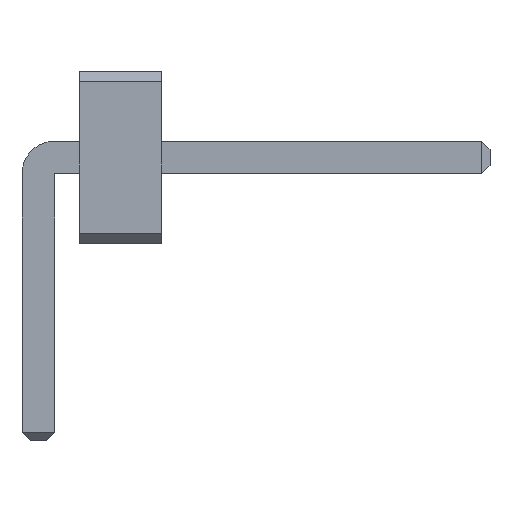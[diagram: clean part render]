
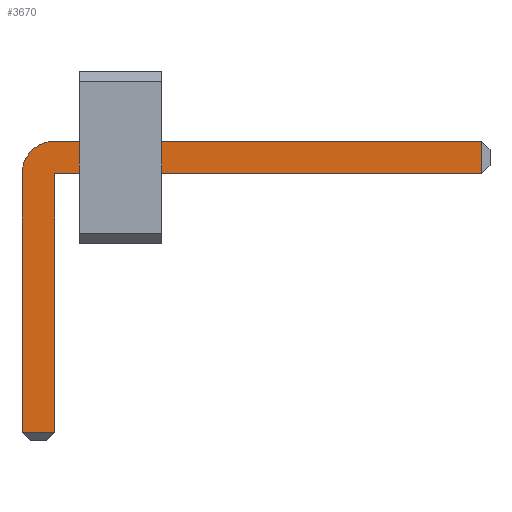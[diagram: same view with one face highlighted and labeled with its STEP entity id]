
A CAD part, front view. The second image highlights one B-rep face of the part: STEP entity #3670.
In plain terms, the highlighted planar face has unit normal (0, -1, 0).
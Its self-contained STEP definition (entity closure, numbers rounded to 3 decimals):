
#13=DIRECTION('',(0.,0.,1.));
#27=VECTOR('',#28,1.);
#28=DIRECTION('',(1.,0.,0.));
#1639=VECTOR('',#13,1.);
#3444=DIRECTION('',(0.,0.,-1.));
#3481=VECTOR('',#3444,1.);
#3488=VECTOR('',#3489,1.);
#3489=DIRECTION('',(-1.,0.,0.));
#3510=DIRECTION('',(-0.,1.,0.));
#3514=DIRECTION('',(0.,1.,0.));
#3515=DIRECTION('',(1.,0.,0.));
#3522=VERTEX_POINT('',#3523);
#3523=CARTESIAN_POINT('',(0.2,-34.49,1.25));
#3525=ORIENTED_EDGE('',*,*,#3526,.T.);
#3526=EDGE_CURVE('',#3522,#3527,#3529,.T.);
#3527=VERTEX_POINT('',#3528);
#3528=CARTESIAN_POINT('',(5.4,-34.49,1.25));
#3529=LINE('',#3530,#27);
#3530=CARTESIAN_POINT('',(-0.2,-34.49,1.25));
#3566=EDGE_CURVE('',#3567,#3522,#3569,.T.);
#3567=VERTEX_POINT('',#3568);
#3568=CARTESIAN_POINT('',(-0.2,-34.49,0.85));
#3569=CIRCLE('',#3570,0.4);
#3570=AXIS2_PLACEMENT_3D('',#3571,#3510,#3444);
#3571=CARTESIAN_POINT('',(0.2,-34.49,0.85));
#3583=VERTEX_POINT('',#3584);
#3584=CARTESIAN_POINT('',(5.4,-34.49,0.85));
#3586=ORIENTED_EDGE('',*,*,#3587,.T.);
#3587=EDGE_CURVE('',#3583,#3588,#3589,.T.);
#3588=VERTEX_POINT('',#3571);
#3589=LINE('',#3590,#3488);
#3590=CARTESIAN_POINT('',(5.5,-34.49,0.85));
#3602=VERTEX_POINT('',#3603);
#3603=CARTESIAN_POINT('',(-0.2,-34.49,-2.3));
#3605=ORIENTED_EDGE('',*,*,#3606,.T.);
#3606=EDGE_CURVE('',#3602,#3567,#3607,.T.);
#3607=LINE('',#3608,#1639);
#3608=CARTESIAN_POINT('',(-0.2,-34.49,-2.4));
#3616=ORIENTED_EDGE('',*,*,#3617,.T.);
#3617=EDGE_CURVE('',#3588,#3618,#3620,.T.);
#3618=VERTEX_POINT('',#3619);
#3619=CARTESIAN_POINT('',(0.2,-34.49,-2.3));
#3620=LINE('',#3571,#3481);
#3670=ADVANCED_FACE('',(#3671),#3680,.F.);
#3671=FACE_BOUND('',#3672,.F.);
#3672=EDGE_LOOP('',(#3525,#3673,#3586,#3616,#3676,#3605,#3679));
#3673=ORIENTED_EDGE('',*,*,#3674,.T.);
#3674=EDGE_CURVE('',#3527,#3583,#3675,.T.);
#3675=LINE('',#3528,#3481);
#3676=ORIENTED_EDGE('',*,*,#3677,.T.);
#3677=EDGE_CURVE('',#3618,#3602,#3678,.T.);
#3678=LINE('',#3619,#3488);
#3679=ORIENTED_EDGE('',*,*,#3566,.T.);
#3680=PLANE('',#3681);
#3681=AXIS2_PLACEMENT_3D('',#3682,#3514,#3515);
#3682=CARTESIAN_POINT('',(1.729,-34.49,0.346));
